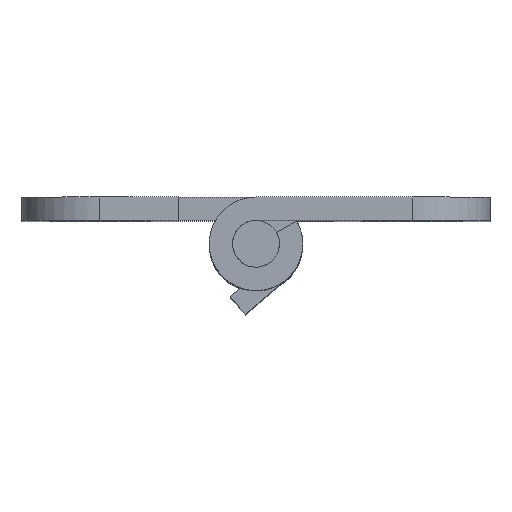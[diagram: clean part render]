
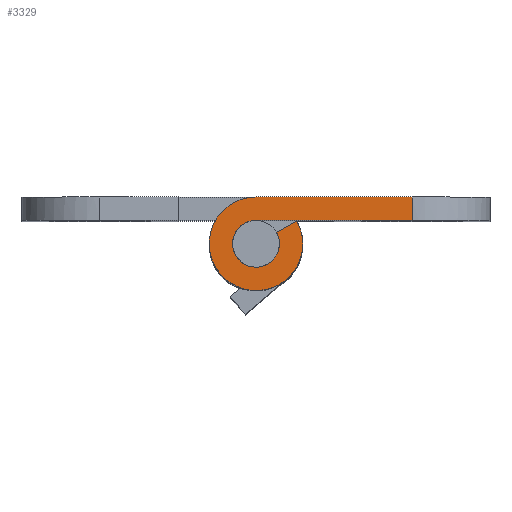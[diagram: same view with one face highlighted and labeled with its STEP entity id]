
A CAD part, top view. The second image highlights one B-rep face of the part: STEP entity #3329.
In plain terms, the highlighted free-form (B-spline) face has degree [1, 1] with [2, 2] control points.
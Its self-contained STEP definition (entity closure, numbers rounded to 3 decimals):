
#2908=CARTESIAN_POINT('',(10.0,1.5,50.0));
#2909=VERTEX_POINT('',#2908);
#2930=CARTESIAN_POINT('',(10.0,3.0,50.0));
#2931=VERTEX_POINT('',#2930);
#2945=CARTESIAN_POINT('',(10.0,1.5,50.0));
#2946=CARTESIAN_POINT('',(10.0,3.0,50.0));
#2947=QUASI_UNIFORM_CURVE('',1,(#2945,#2946),.UNSPECIFIED.,.F.,.U.);
#2948=EDGE_CURVE('',#2909,#2931,#2947,.T.);
#3260=CARTESIAN_POINT('',(-3.649,-3.299,50.0));
#3261=CARTESIAN_POINT('',(10.649,-3.299,50.0));
#3262=CARTESIAN_POINT('',(-3.649,3.3,50.0));
#3263=CARTESIAN_POINT('',(10.649,3.3,50.0));
#3264=B_SPLINE_SURFACE_WITH_KNOTS('',1,1,((#3260,#3262),(#3261,#3263)),.UNSPECIFIED.,.F.,.F.,.U.,(2,2),(2,2),(0.0,14.299),(0.0,6.599),.UNSPECIFIED.);
#3265=CARTESIAN_POINT('',(0.,1.5,50.0));
#3266=VERTEX_POINT('',#3265);
#3267=CARTESIAN_POINT('',(0.,1.5,50.0));
#3268=CARTESIAN_POINT('',(10.0,1.5,50.0));
#3269=QUASI_UNIFORM_CURVE('',1,(#3267,#3268),.UNSPECIFIED.,.F.,.U.);
#3270=EDGE_CURVE('',#3266,#2909,#3269,.T.);
#3271=ORIENTED_EDGE('',*,*,#3270,.T.);
#3272=ORIENTED_EDGE('',*,*,#2948,.T.);
#3273=CARTESIAN_POINT('',(0.0,3.0,50.0));
#3274=VERTEX_POINT('',#3273);
#3275=CARTESIAN_POINT('',(10.0,3.0,50.0));
#3276=CARTESIAN_POINT('',(0.0,3.0,50.0));
#3277=QUASI_UNIFORM_CURVE('',1,(#3275,#3276),.UNSPECIFIED.,.F.,.U.);
#3278=EDGE_CURVE('',#2931,#3274,#3277,.T.);
#3279=ORIENTED_EDGE('',*,*,#3278,.T.);
#3280=CARTESIAN_POINT('',(2.626,1.45,50.0));
#3281=VERTEX_POINT('',#3280);
#3282=CARTESIAN_POINT('',(2.626,1.45,50.0));
#3283=CARTESIAN_POINT('',(3.733,-0.555,50.));
#3284=CARTESIAN_POINT('',(2.091,-2.152,50.0));
#3285=CARTESIAN_POINT('',(0.448,-3.748,50.));
#3286=CARTESIAN_POINT('',(-1.525,-2.584,50.0));
#3287=CARTESIAN_POINT('',(-3.497,-1.419,50.));
#3288=CARTESIAN_POINT('',(-2.894,0.79,50.0));
#3289=CARTESIAN_POINT('',(-2.291,3.,50.));
#3290=CARTESIAN_POINT('',(0.0,3.0,50.0));
#3298=(BOUNDED_CURVE()B_SPLINE_CURVE(2,(#3282,#3283,#3284,#3285,#3286,#3287,#3288,#3289,#3290),.UNSPECIFIED.,.F.,.U.)B_SPLINE_CURVE_WITH_KNOTS((3,2,2,2,3),(0.0,0.25,0.5,0.75,1.0),.UNSPECIFIED.)CURVE()GEOMETRIC_REPRESENTATION_ITEM()RATIONAL_B_SPLINE_CURVE((1.0,0.795,1.0,0.795,1.0,0.795,1.0,0.795,1.0))REPRESENTATION_ITEM(''));
#3299=EDGE_CURVE('',#3281,#3274,#3298,.T.);
#3300=ORIENTED_EDGE('',*,*,#3299,.F.);
#3301=CARTESIAN_POINT('',(1.313,0.725,50.0));
#3302=VERTEX_POINT('',#3301);
#3303=CARTESIAN_POINT('',(2.626,1.45,50.0));
#3304=CARTESIAN_POINT('',(1.313,0.725,50.0));
#3305=QUASI_UNIFORM_CURVE('',1,(#3303,#3304),.UNSPECIFIED.,.F.,.U.);
#3306=EDGE_CURVE('',#3281,#3302,#3305,.T.);
#3307=ORIENTED_EDGE('',*,*,#3306,.T.);
#3308=CARTESIAN_POINT('',(1.313,0.725,50.0));
#3309=CARTESIAN_POINT('',(1.867,-0.278,50.));
#3310=CARTESIAN_POINT('',(1.045,-1.076,50.0));
#3311=CARTESIAN_POINT('',(0.224,-1.874,50.));
#3312=CARTESIAN_POINT('',(-0.762,-1.292,50.0));
#3313=CARTESIAN_POINT('',(-1.749,-0.71,50.));
#3314=CARTESIAN_POINT('',(-1.447,0.395,50.0));
#3315=CARTESIAN_POINT('',(-1.145,1.5,50.));
#3316=CARTESIAN_POINT('',(0.0,1.5,50.0));
#3324=(BOUNDED_CURVE()B_SPLINE_CURVE(2,(#3308,#3309,#3310,#3311,#3312,#3313,#3314,#3315,#3316),.UNSPECIFIED.,.F.,.U.)B_SPLINE_CURVE_WITH_KNOTS((3,2,2,2,3),(0.0,0.25,0.5,0.75,1.0),.UNSPECIFIED.)CURVE()GEOMETRIC_REPRESENTATION_ITEM()RATIONAL_B_SPLINE_CURVE((1.0,0.795,1.0,0.795,1.0,0.795,1.0,0.795,1.0))REPRESENTATION_ITEM(''));
#3325=EDGE_CURVE('',#3302,#3266,#3324,.T.);
#3326=ORIENTED_EDGE('',*,*,#3325,.T.);
#3327=EDGE_LOOP('',(#3271,#3272,#3279,#3300,#3307,#3326));
#3328=FACE_OUTER_BOUND('',#3327,.T.);
#3329=ADVANCED_FACE('',(#3328),#3264,.T.);
